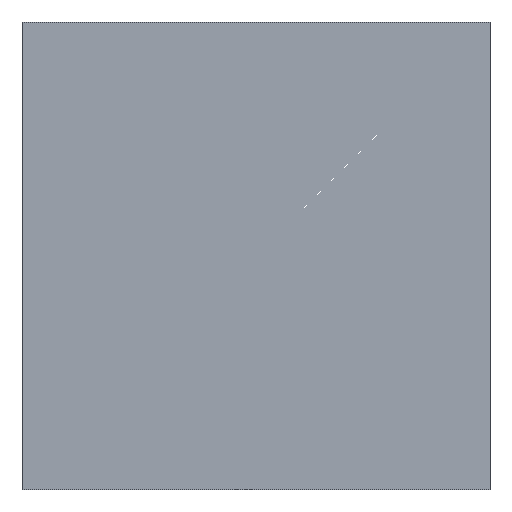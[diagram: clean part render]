
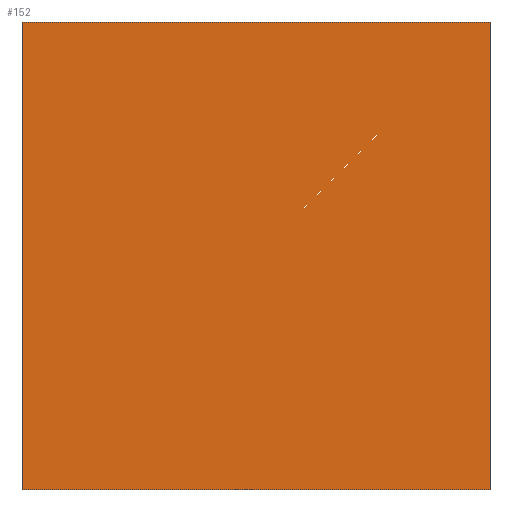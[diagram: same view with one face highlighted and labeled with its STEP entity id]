
A CAD part, front view. The second image highlights one B-rep face of the part: STEP entity #152.
In plain terms, the highlighted planar face has unit normal (0, -1, 0).
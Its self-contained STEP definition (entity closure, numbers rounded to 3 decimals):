
#5 = DIRECTION ( 'NONE',  ( 0., 1., 0. ) ) ;
#18 = CARTESIAN_POINT ( 'NONE',  ( 25.5, -6.6, -13. ) ) ;
#36 = VERTEX_POINT ( 'NONE', #18 ) ;
#39 = CARTESIAN_POINT ( 'NONE',  ( 19.5, -6.6, 0. ) ) ;
#43 = CARTESIAN_POINT ( 'NONE',  ( 0., -6.6, -19. ) ) ;
#44 = CARTESIAN_POINT ( 'NONE',  ( 25.5, -6.6, -19. ) ) ;
#50 = EDGE_CURVE ( 'NONE', #57, #65, #170, .T. ) ;
#54 = EDGE_CURVE ( 'NONE', #65, #94, #100, .T. ) ;
#57 = VERTEX_POINT ( 'NONE', #44 ) ;
#65 = VERTEX_POINT ( 'NONE', #103 ) ;
#68 = ORIENTED_EDGE ( 'NONE', *, *, #50, .F. ) ;
#69 = DIRECTION ( 'NONE',  ( 0., 0., -1. ) ) ;
#70 = ORIENTED_EDGE ( 'NONE', *, *, #54, .F. ) ;
#73 = DIRECTION ( 'NONE',  ( -1., 0., 0. ) ) ;
#81 = EDGE_CURVE ( 'NONE', #94, #36, #139, .T. ) ;
#86 = CARTESIAN_POINT ( 'NONE',  ( 0., -6.6, -13. ) ) ;
#87 = EDGE_CURVE ( 'NONE', #36, #57, #167, .T. ) ;
#92 = CARTESIAN_POINT ( 'NONE',  ( 0., -6.6, 0. ) ) ;
#94 = VERTEX_POINT ( 'NONE', #162 ) ;
#95 = VECTOR ( 'NONE', #141, 1000. ) ;
#98 = CARTESIAN_POINT ( 'NONE',  ( 25.5, -6.6, 0. ) ) ;
#100 = LINE ( 'NONE', #39, #164 ) ;
#103 = CARTESIAN_POINT ( 'NONE',  ( 19.5, -6.6, -19. ) ) ;
#127 = ORIENTED_EDGE ( 'NONE', *, *, #87, .F. ) ;
#138 = VECTOR ( 'NONE', #69, 1000. ) ;
#139 = LINE ( 'NONE', #86, #95 ) ;
#141 = DIRECTION ( 'NONE',  ( 1., 0., 0. ) ) ;
#142 = VECTOR ( 'NONE', #73, 1000. ) ;
#145 = FACE_OUTER_BOUND ( 'NONE', #180, .T. ) ;
#148 = DIRECTION ( 'NONE',  ( 0., 0., 1. ) ) ;
#152 = ADVANCED_FACE ( 'NONE', ( #145 ), #173, .F. ) ;
#154 = ORIENTED_EDGE ( 'NONE', *, *, #81, .F. ) ;
#160 = DIRECTION ( 'NONE',  ( 0., 0., 1. ) ) ;
#162 = CARTESIAN_POINT ( 'NONE',  ( 19.5, -6.6, -13. ) ) ;
#164 = VECTOR ( 'NONE', #160, 1000. ) ;
#167 = LINE ( 'NONE', #98, #138 ) ;
#170 = LINE ( 'NONE', #43, #142 ) ;
#173 = PLANE ( 'NONE',  #182 ) ;
#180 = EDGE_LOOP ( 'NONE', ( #70, #68, #127, #154 ) ) ;
#182 = AXIS2_PLACEMENT_3D ( 'NONE', #92, #5, #148 ) ;
